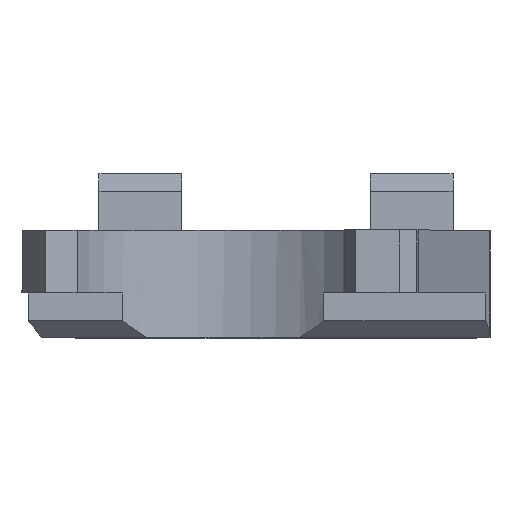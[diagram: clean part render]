
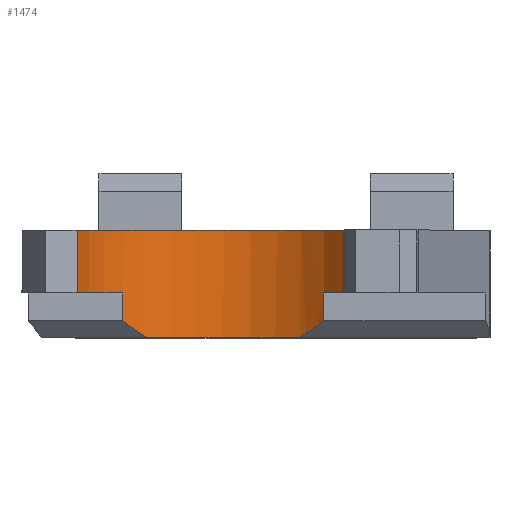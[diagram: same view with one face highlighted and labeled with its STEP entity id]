
A CAD part, top view. The second image highlights one B-rep face of the part: STEP entity #1474.
In plain terms, the highlighted cylindrical face has radius 18.7 mm (diameter 37.4 mm), a partial arc.
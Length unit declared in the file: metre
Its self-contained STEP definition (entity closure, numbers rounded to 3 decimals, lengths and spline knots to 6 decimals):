
#24=CYLINDRICAL_SURFACE('',#1596,0.0187);
#36=ELLIPSE('',#1598,0.026446,0.0187);
#37=ELLIPSE('',#1599,0.026446,0.0187);
#165=LINE('',#2373,#321);
#166=LINE('',#2374,#322);
#167=LINE('',#2379,#323);
#168=LINE('',#2380,#324);
#321=VECTOR('',#1932,1.);
#322=VECTOR('',#1933,1.);
#323=VECTOR('',#1938,1.);
#324=VECTOR('',#1939,1.);
#641=ORIENTED_EDGE('',*,*,#909,.T.);
#642=ORIENTED_EDGE('',*,*,#910,.T.);
#643=ORIENTED_EDGE('',*,*,#753,.F.);
#644=ORIENTED_EDGE('',*,*,#911,.F.);
#645=ORIENTED_EDGE('',*,*,#912,.T.);
#646=ORIENTED_EDGE('',*,*,#771,.F.);
#647=ORIENTED_EDGE('',*,*,#913,.T.);
#648=ORIENTED_EDGE('',*,*,#914,.T.);
#649=ORIENTED_EDGE('',*,*,#760,.F.);
#650=ORIENTED_EDGE('',*,*,#915,.T.);
#753=EDGE_CURVE('',#952,#953,#1088,.T.);
#760=EDGE_CURVE('',#959,#960,#1090,.T.);
#771=EDGE_CURVE('',#970,#971,#1099,.F.);
#909=EDGE_CURVE('',#1068,#1069,#1114,.T.);
#910=EDGE_CURVE('',#1069,#953,#165,.T.);
#911=EDGE_CURVE('',#1070,#952,#166,.T.);
#912=EDGE_CURVE('',#1070,#971,#36,.T.);
#913=EDGE_CURVE('',#970,#1071,#37,.T.);
#914=EDGE_CURVE('',#1071,#960,#167,.T.);
#915=EDGE_CURVE('',#959,#1068,#168,.F.);
#952=VERTEX_POINT('',#2035);
#953=VERTEX_POINT('',#2037);
#959=VERTEX_POINT('',#2050);
#960=VERTEX_POINT('',#2052);
#970=VERTEX_POINT('',#2074);
#971=VERTEX_POINT('',#2075);
#1068=VERTEX_POINT('',#2371);
#1069=VERTEX_POINT('',#2372);
#1070=VERTEX_POINT('',#2375);
#1071=VERTEX_POINT('',#2378);
#1088=CIRCLE('',#1513,0.0187);
#1090=CIRCLE('',#1516,0.0187);
#1099=CIRCLE('',#1526,0.0187);
#1114=CIRCLE('',#1597,0.0187);
#1206=EDGE_LOOP('',(#641,#642,#643,#644,#645,#646,#647,#648,#649,#650));
#1325=FACE_BOUND('',#1206,.T.);
#1474=ADVANCED_FACE('',(#1325),#24,.F.);
#1513=AXIS2_PLACEMENT_3D('',#2036,#1639,#1640);
#1516=AXIS2_PLACEMENT_3D('',#2051,#1650,#1651);
#1526=AXIS2_PLACEMENT_3D('',#2073,#1672,#1673);
#1596=AXIS2_PLACEMENT_3D('',#2369,#1928,#1929);
#1597=AXIS2_PLACEMENT_3D('',#2370,#1930,#1931);
#1598=AXIS2_PLACEMENT_3D('',#2376,#1934,#1935);
#1599=AXIS2_PLACEMENT_3D('',#2377,#1936,#1937);
#1639=DIRECTION('',(0.,1.,0.));
#1640=DIRECTION('',(-1.,0.,0.));
#1650=DIRECTION('',(0.,1.,0.));
#1651=DIRECTION('',(-1.,0.,0.));
#1672=DIRECTION('',(0.,-1.,0.));
#1673=DIRECTION('',(1.,0.,0.));
#1928=DIRECTION('',(0.,-1.,0.));
#1929=DIRECTION('',(1.,0.,0.));
#1930=DIRECTION('',(0.,1.,0.));
#1931=DIRECTION('',(-1.,0.,0.));
#1932=DIRECTION('',(0.,-1.,0.));
#1933=DIRECTION('',(0.,1.,0.));
#1934=DIRECTION('',(0.,-0.707,0.707));
#1935=DIRECTION('',(0.,-0.707,-0.707));
#1936=DIRECTION('',(0.,-0.707,0.707));
#1937=DIRECTION('',(0.,-0.707,-0.707));
#1938=DIRECTION('',(0.,1.,0.));
#1939=DIRECTION('',(0.,-1.,0.));
#2035=CARTESIAN_POINT('',(-0.018339,-0.002694,0.01275));
#2036=CARTESIAN_POINT('',(-0.006312,-0.002694,0.027069));
#2037=CARTESIAN_POINT('',(-0.023798,-0.002694,0.020442));
#2050=CARTESIAN_POINT('',(0.008168,-0.002694,0.038902));
#2051=CARTESIAN_POINT('',(-0.006312,-0.002694,0.027069));
#2052=CARTESIAN_POINT('',(0.005715,-0.002694,0.01275));
#2073=CARTESIAN_POINT('',(-0.006312,-0.008,0.027069));
#2074=CARTESIAN_POINT('',(0.002818,-0.008,0.01075));
#2075=CARTESIAN_POINT('',(-0.015443,-0.008,0.01075));
#2369=CARTESIAN_POINT('',(-0.006312,0.004806,0.027069));
#2370=CARTESIAN_POINT('',(-0.006312,0.004806,0.027069));
#2371=CARTESIAN_POINT('',(0.008168,0.004806,0.038902));
#2372=CARTESIAN_POINT('',(-0.023798,0.004806,0.020442));
#2373=CARTESIAN_POINT('',(-0.023798,0.004806,0.020442));
#2374=CARTESIAN_POINT('',(-0.018339,-0.008002,0.01275));
#2375=CARTESIAN_POINT('',(-0.018339,-0.006,0.01275));
#2376=CARTESIAN_POINT('',(-0.006312,0.008319,0.027069));
#2377=CARTESIAN_POINT('',(-0.006312,0.008319,0.027069));
#2378=CARTESIAN_POINT('',(0.005715,-0.006,0.01275));
#2379=CARTESIAN_POINT('',(0.005715,-0.008002,0.01275));
#2380=CARTESIAN_POINT('',(0.008168,0.004806,0.038902));
